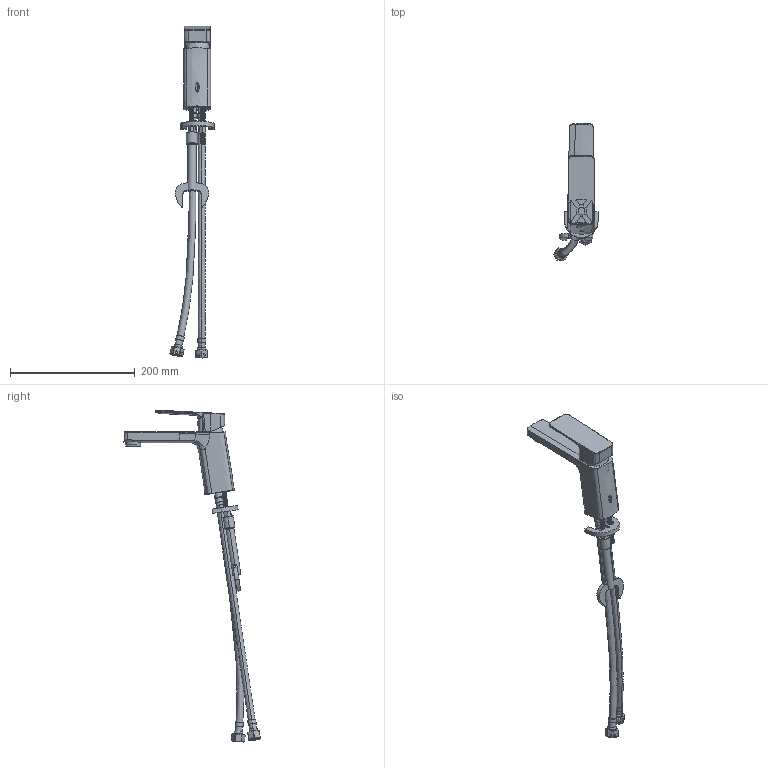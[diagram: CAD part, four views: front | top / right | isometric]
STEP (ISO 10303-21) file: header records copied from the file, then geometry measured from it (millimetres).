
FILE_DESCRIPTION(/* description */ (''),/* implementation_level */ '2;1');
FILE_NAME(/* name */ 'BLO_020M.stp',/* time_stamp */ '2022-07-03T17:05:58+08:00',/* author */ (''),/* organization */ (''),/* preprocessor_version */ 'ST-DEVELOPER v16',/* originating_system */ 'SIEMENS PLM Software NX 10.0',/* authorisation */ '');
FILE_SCHEMA (('AP203_CONFIGURATION_CONTROLLED_3D_DESIGN_OF_MECHANICAL_PARTS_AND_ASSEMBLIES_MIM_LF { 1 0 10303 403 2 1 2}'));
Products named in the file (1): Admi776CD82Ffkx0
Bounding box: 70.58 x 218.56 x 531.35 mm (x, y, z)
Volume: 241296.1 mm3; surface area: 178561.6 mm2
Topology: 22 solids, 22 shells, 2435 faces, 6112 edges, 3884 vertices
Faces by surface type: cylinder 1124, plane 747, bspline 331, cone 94, torus 75, sphere 37, extrusion 27
Full cylindrical faces by diameter (mm): 4.2 x1, 6.8 x1
Entity records: 123547 total; most frequent: CARTESIAN_POINT 68853, ORIENTED_EDGE 12146, DIRECTION 10014, EDGE_CURVE 6073, VERTEX_POINT 3887, AXIS2_PLACEMENT_3D 3809, EDGE_LOOP 2712, ADVANCED_FACE 2435
